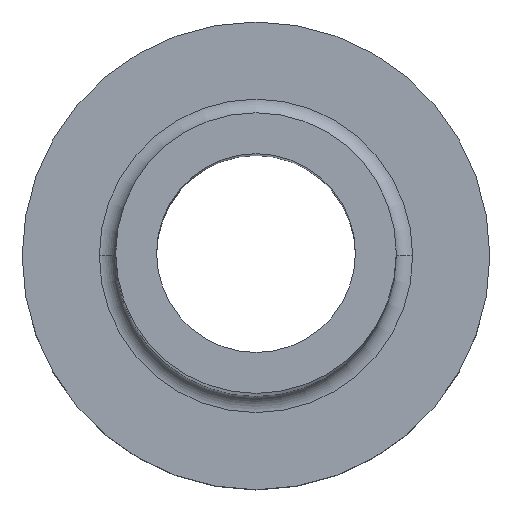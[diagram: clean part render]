
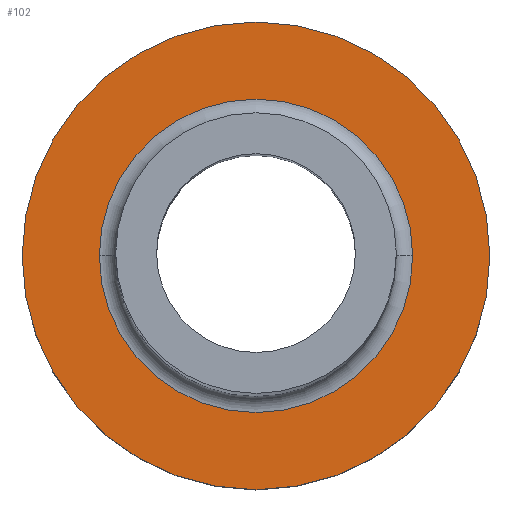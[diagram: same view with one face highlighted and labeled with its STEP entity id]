
A CAD part, top view. The second image highlights one B-rep face of the part: STEP entity #102.
In plain terms, the highlighted planar face has unit normal (0, 0, 1).
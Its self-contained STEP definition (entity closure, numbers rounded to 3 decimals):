
#9 = VERTEX_POINT ( 'NONE', #312 ) ;
#13 = EDGE_CURVE ( 'NONE', #294, #9, #428, .T. ) ;
#16 = EDGE_CURVE ( 'NONE', #368, #27, #338, .T. ) ;
#27 = VERTEX_POINT ( 'NONE', #420 ) ;
#28 = CIRCLE ( 'NONE', #300, 10. ) ;
#29 = ORIENTED_EDGE ( 'NONE', *, *, #16, .T. ) ;
#57 = DIRECTION ( 'NONE',  ( 0., 0., 1. ) ) ;
#58 = DIRECTION ( 'NONE',  ( 1., 0., 0. ) ) ;
#63 = DIRECTION ( 'NONE',  ( 0., 0., 1. ) ) ;
#86 = DIRECTION ( 'NONE',  ( 1., 0., 0. ) ) ;
#96 = CARTESIAN_POINT ( 'NONE',  ( 0., 0., 7. ) ) ;
#102 = ADVANCED_FACE ( 'NONE', ( #267, #402 ), #441, .T. ) ;
#114 = CARTESIAN_POINT ( 'NONE',  ( 10., 0., 7. ) ) ;
#119 = ORIENTED_EDGE ( 'NONE', *, *, #444, .T. ) ;
#128 = CARTESIAN_POINT ( 'NONE',  ( 0., 0., 7. ) ) ;
#132 = CIRCLE ( 'NONE', #315, 6.7 ) ;
#149 = EDGE_LOOP ( 'NONE', ( #119, #29 ) ) ;
#151 = CARTESIAN_POINT ( 'NONE',  ( 0., 0., 7. ) ) ;
#154 = DIRECTION ( 'NONE',  ( 0., 0., -1. ) ) ;
#205 = DIRECTION ( 'NONE',  ( 1., 0., 0. ) ) ;
#225 = CARTESIAN_POINT ( 'NONE',  ( -6.7, 0., 7. ) ) ;
#231 = DIRECTION ( 'NONE',  ( 1., 0., 0. ) ) ;
#232 = AXIS2_PLACEMENT_3D ( 'NONE', #96, #243, #58 ) ;
#243 = DIRECTION ( 'NONE',  ( 0., 0., -1. ) ) ;
#267 = FACE_BOUND ( 'NONE', #391, .T. ) ;
#276 = DIRECTION ( 'NONE',  ( 1., 0., 0. ) ) ;
#281 = DIRECTION ( 'NONE',  ( 0., 0., 1. ) ) ;
#294 = VERTEX_POINT ( 'NONE', #225 ) ;
#299 = EDGE_CURVE ( 'NONE', #9, #294, #132, .T. ) ;
#300 = AXIS2_PLACEMENT_3D ( 'NONE', #317, #281, #276 ) ;
#312 = CARTESIAN_POINT ( 'NONE',  ( 6.7, 0., 7. ) ) ;
#315 = AXIS2_PLACEMENT_3D ( 'NONE', #151, #154, #86 ) ;
#317 = CARTESIAN_POINT ( 'NONE',  ( 0., 0., 7. ) ) ;
#338 = CIRCLE ( 'NONE', #427, 10. ) ;
#368 = VERTEX_POINT ( 'NONE', #114 ) ;
#391 = EDGE_LOOP ( 'NONE', ( #435, #423 ) ) ;
#402 = FACE_OUTER_BOUND ( 'NONE', #149, .T. ) ;
#412 = CARTESIAN_POINT ( 'NONE',  ( 0., 0., 7. ) ) ;
#420 = CARTESIAN_POINT ( 'NONE',  ( -10., 0., 7. ) ) ;
#423 = ORIENTED_EDGE ( 'NONE', *, *, #13, .T. ) ;
#427 = AXIS2_PLACEMENT_3D ( 'NONE', #412, #63, #205 ) ;
#428 = CIRCLE ( 'NONE', #232, 6.7 ) ;
#435 = ORIENTED_EDGE ( 'NONE', *, *, #299, .T. ) ;
#441 = PLANE ( 'NONE',  #443 ) ;
#443 = AXIS2_PLACEMENT_3D ( 'NONE', #128, #57, #231 ) ;
#444 = EDGE_CURVE ( 'NONE', #27, #368, #28, .T. ) ;
